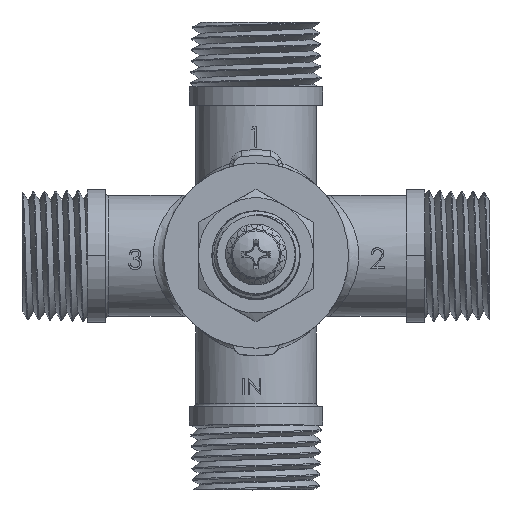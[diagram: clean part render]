
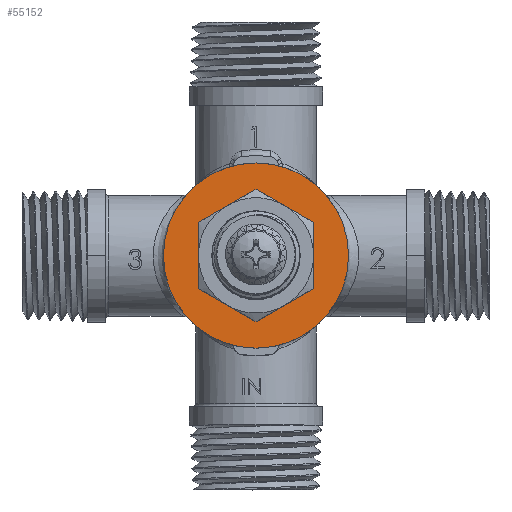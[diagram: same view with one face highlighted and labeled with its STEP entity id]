
A CAD part, top view. The second image highlights one B-rep face of the part: STEP entity #55152.
In plain terms, the highlighted planar face has unit normal (0, 0, 1).
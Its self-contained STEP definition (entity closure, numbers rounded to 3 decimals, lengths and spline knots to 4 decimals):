
#6186=CARTESIAN_POINT('',(0.,0.,0.193));
#6187=DIRECTION('',(0.,0.,1.));
#6188=DIRECTION('',(-1.,0.,0.));
#6189=AXIS2_PLACEMENT_3D('',#6186,#6187,#6188);
#6194=CARTESIAN_POINT('',(0.,0.,0.193));
#6195=DIRECTION('',(0.,0.,1.));
#6196=DIRECTION('',(1.,0.,0.));
#6197=AXIS2_PLACEMENT_3D('',#6194,#6195,#6196);
#6202=DIRECTION('',(0.,1.,0.));
#6203=VECTOR('',#6202,0.425);
#6204=CARTESIAN_POINT('',(-0.3681,-0.2125,0.193));
#6205=LINE('',#6204,#6203);
#6209=DIRECTION('',(-0.866,0.5,0.));
#6210=VECTOR('',#6209,0.425);
#6211=CARTESIAN_POINT('',(0.,-0.425,0.193));
#6212=LINE('',#6211,#6210);
#6216=DIRECTION('',(-0.866,-0.5,0.));
#6217=VECTOR('',#6216,0.425);
#6218=CARTESIAN_POINT('',(0.3681,-0.2125,0.193));
#6219=LINE('',#6218,#6217);
#6223=DIRECTION('',(0.,-1.,0.));
#6224=VECTOR('',#6223,0.425);
#6225=CARTESIAN_POINT('',(0.3681,0.2125,0.193));
#6226=LINE('',#6225,#6224);
#6230=DIRECTION('',(0.866,-0.5,0.));
#6231=VECTOR('',#6230,0.425);
#6232=CARTESIAN_POINT('',(0.,0.425,0.193));
#6233=LINE('',#6232,#6231);
#6237=DIRECTION('',(0.866,0.5,0.));
#6238=VECTOR('',#6237,0.425);
#6239=CARTESIAN_POINT('',(-0.3681,0.2125,0.193));
#6240=LINE('',#6239,#6238);
#44324=CARTESIAN_POINT('',(-0.594,0.,0.193));
#44325=CARTESIAN_POINT('',(0.594,0.,0.193));
#44326=VERTEX_POINT('',#44324);
#44327=VERTEX_POINT('',#44325);
#44332=CARTESIAN_POINT('',(0.3681,0.2125,0.193));
#44333=CARTESIAN_POINT('',(0.3681,-0.2125,0.193));
#44334=VERTEX_POINT('',#44332);
#44335=VERTEX_POINT('',#44333);
#44336=CARTESIAN_POINT('',(0.,-0.425,0.193));
#44337=VERTEX_POINT('',#44336);
#44338=CARTESIAN_POINT('',(-0.3681,-0.2125,0.193));
#44339=VERTEX_POINT('',#44338);
#44340=CARTESIAN_POINT('',(-0.3681,0.2125,0.193));
#44341=VERTEX_POINT('',#44340);
#44342=CARTESIAN_POINT('',(0.,0.425,0.193));
#44343=VERTEX_POINT('',#44342);
#55129=CARTESIAN_POINT('',(0.,0.,0.193));
#55130=DIRECTION('',(0.,0.,-1.));
#55131=DIRECTION('',(1.,0.,0.));
#55132=AXIS2_PLACEMENT_3D('',#55129,#55130,#55131);
#55133=PLANE('',#55132);
#55134=ORIENTED_EDGE('',*,*,#54027,.F.);
#55135=ORIENTED_EDGE('',*,*,#54044,.F.);
#55136=EDGE_LOOP('',(#55134,#55135));
#55137=FACE_OUTER_BOUND('',#55136,.F.);
#55139=ORIENTED_EDGE('',*,*,#55138,.F.);
#55141=ORIENTED_EDGE('',*,*,#55140,.F.);
#55143=ORIENTED_EDGE('',*,*,#55142,.F.);
#55145=ORIENTED_EDGE('',*,*,#55144,.F.);
#55147=ORIENTED_EDGE('',*,*,#55146,.F.);
#55149=ORIENTED_EDGE('',*,*,#55148,.F.);
#55150=EDGE_LOOP('',(#55139,#55141,#55143,#55145,#55147,#55149));
#55151=FACE_BOUND('',#55150,.F.);
#6190=CIRCLE('',#6189,0.594);
#6198=CIRCLE('',#6197,0.594);
#54027=EDGE_CURVE('',#44326,#44327,#6190,.T.);
#54044=EDGE_CURVE('',#44327,#44326,#6198,.T.);
#55138=EDGE_CURVE('',#44339,#44341,#6205,.T.);
#55140=EDGE_CURVE('',#44337,#44339,#6212,.T.);
#55142=EDGE_CURVE('',#44335,#44337,#6219,.T.);
#55144=EDGE_CURVE('',#44334,#44335,#6226,.T.);
#55146=EDGE_CURVE('',#44343,#44334,#6233,.T.);
#55148=EDGE_CURVE('',#44341,#44343,#6240,.T.);
#55152=ADVANCED_FACE('',(#55137,#55151),#55133,.F.);
